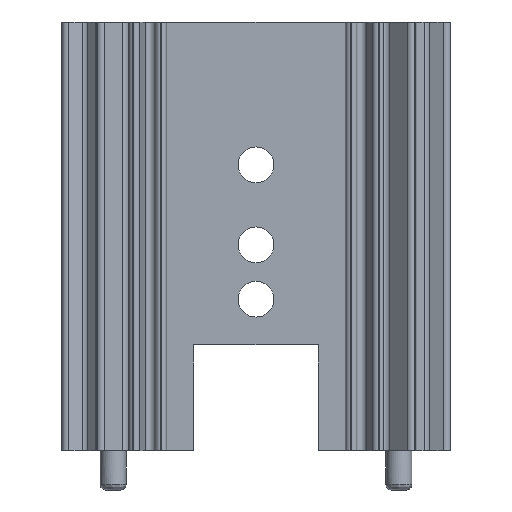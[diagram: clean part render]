
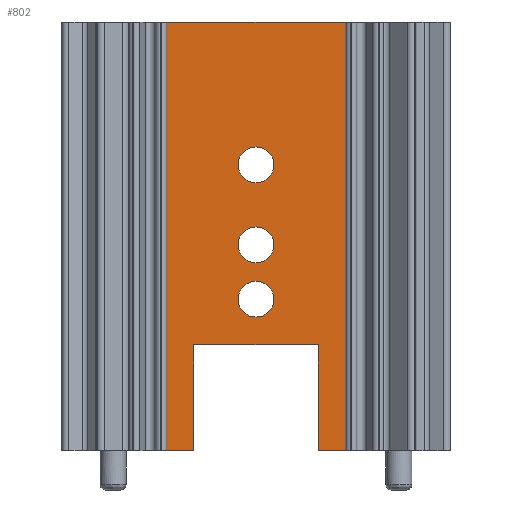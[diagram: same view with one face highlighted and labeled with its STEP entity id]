
A CAD part, front view. The second image highlights one B-rep face of the part: STEP entity #802.
In plain terms, the highlighted planar face has unit normal (0, -1, 0).
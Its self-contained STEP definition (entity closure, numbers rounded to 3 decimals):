
#4 = CARTESIAN_POINT ( 'NONE',  ( 1.59, -0.5, 18.29 ) ) ;
#199 = EDGE_CURVE ( 'NONE', #313, #5939, #2049, .T. ) ;
#209 = AXIS2_PLACEMENT_3D ( 'NONE', #4906, #1762, #5434 ) ;
#313 = VERTEX_POINT ( 'NONE', #1044 ) ;
#323 = CARTESIAN_POINT ( 'NONE',  ( 7.95, -0.5, 38.1 ) ) ;
#332 = LINE ( 'NONE', #2444, #4361 ) ;
#337 = FACE_BOUND ( 'NONE', #6694, .T. ) ;
#392 = EDGE_CURVE ( 'NONE', #4165, #4039, #1146, .T. ) ;
#402 = DIRECTION ( 'NONE',  ( 0., 1., 0. ) ) ;
#479 = DIRECTION ( 'NONE',  ( 1., 0., 0. ) ) ;
#667 = EDGE_LOOP ( 'NONE', ( #2921, #5595 ) ) ;
#779 = EDGE_CURVE ( 'NONE', #5939, #5520, #1917, .T. ) ;
#802 = ADVANCED_FACE ( 'NONE', ( #4539, #5762, #337, #4368 ), #2271, .T. ) ;
#812 = EDGE_CURVE ( 'NONE', #3638, #313, #2507, .T. ) ;
#884 = VERTEX_POINT ( 'NONE', #4982 ) ;
#928 = VERTEX_POINT ( 'NONE', #3999 ) ;
#985 = CARTESIAN_POINT ( 'NONE',  ( 0., -0.5, 18.29 ) ) ;
#1013 = EDGE_CURVE ( 'NONE', #5520, #5464, #332, .T. ) ;
#1044 = CARTESIAN_POINT ( 'NONE',  ( -7.95, -0.5, 0. ) ) ;
#1146 = CIRCLE ( 'NONE', #1331, 1.59 ) ;
#1200 = CARTESIAN_POINT ( 'NONE',  ( -1.59, -0.5, 25.4 ) ) ;
#1226 = ORIENTED_EDGE ( 'NONE', *, *, #1013, .T. ) ;
#1331 = AXIS2_PLACEMENT_3D ( 'NONE', #985, #402, #1516 ) ;
#1516 = DIRECTION ( 'NONE',  ( 1., 0., 0. ) ) ;
#1574 = CARTESIAN_POINT ( 'NONE',  ( 7.95, -0.5, 0. ) ) ;
#1589 = EDGE_CURVE ( 'NONE', #5464, #3313, #3578, .T. ) ;
#1641 = CARTESIAN_POINT ( 'NONE',  ( -1.59, -0.5, 13.46 ) ) ;
#1718 = ORIENTED_EDGE ( 'NONE', *, *, #4528, .T. ) ;
#1747 = VECTOR ( 'NONE', #4879, 1000. ) ;
#1751 = LINE ( 'NONE', #3616, #5767 ) ;
#1762 = DIRECTION ( 'NONE',  ( 0., -1., 0. ) ) ;
#1770 = CARTESIAN_POINT ( 'NONE',  ( -7.95, -0.5, 38.1 ) ) ;
#1855 = ORIENTED_EDGE ( 'NONE', *, *, #392, .T. ) ;
#1883 = VECTOR ( 'NONE', #2350, 1000. ) ;
#1904 = AXIS2_PLACEMENT_3D ( 'NONE', #5203, #2054, #5711 ) ;
#1917 = LINE ( 'NONE', #3298, #1747 ) ;
#2049 = LINE ( 'NONE', #6002, #1883 ) ;
#2054 = DIRECTION ( 'NONE',  ( 0., 1., 0. ) ) ;
#2071 = EDGE_CURVE ( 'NONE', #884, #3245, #4964, .T. ) ;
#2098 = VECTOR ( 'NONE', #3459, 1000. ) ;
#2138 = DIRECTION ( 'NONE',  ( 0., 1., 0. ) ) ;
#2151 = CARTESIAN_POINT ( 'NONE',  ( -5.55, -0.5, 9.4 ) ) ;
#2161 = EDGE_CURVE ( 'NONE', #3313, #6160, #5692, .T. ) ;
#2271 = PLANE ( 'NONE',  #209 ) ;
#2285 = AXIS2_PLACEMENT_3D ( 'NONE', #5518, #2387, #6044 ) ;
#2297 = DIRECTION ( 'NONE',  ( 0., 0., -1. ) ) ;
#2350 = DIRECTION ( 'NONE',  ( 1., 0., 0. ) ) ;
#2387 = DIRECTION ( 'NONE',  ( 0., 1., 0. ) ) ;
#2422 = ORIENTED_EDGE ( 'NONE', *, *, #199, .T. ) ;
#2444 = CARTESIAN_POINT ( 'NONE',  ( 5.55, -0.5, 9.4 ) ) ;
#2507 = LINE ( 'NONE', #5950, #3895 ) ;
#2627 = AXIS2_PLACEMENT_3D ( 'NONE', #6795, #3639, #479 ) ;
#2765 = AXIS2_PLACEMENT_3D ( 'NONE', #6017, #2879, #6564 ) ;
#2879 = DIRECTION ( 'NONE',  ( 0., 1., 0. ) ) ;
#2921 = ORIENTED_EDGE ( 'NONE', *, *, #2071, .T. ) ;
#2967 = CIRCLE ( 'NONE', #3716, 1.59 ) ;
#3049 = EDGE_CURVE ( 'NONE', #4039, #4165, #5931, .T. ) ;
#3063 = EDGE_CURVE ( 'NONE', #6207, #6830, #3154, .T. ) ;
#3090 = EDGE_CURVE ( 'NONE', #3638, #928, #1751, .T. ) ;
#3154 = CIRCLE ( 'NONE', #2627, 1.59 ) ;
#3182 = CARTESIAN_POINT ( 'NONE',  ( 1.59, -0.5, 25.4 ) ) ;
#3238 = VECTOR ( 'NONE', #6506, 1000. ) ;
#3245 = VERTEX_POINT ( 'NONE', #1641 ) ;
#3298 = CARTESIAN_POINT ( 'NONE',  ( -5.55, -0.5, 9.4 ) ) ;
#3304 = CARTESIAN_POINT ( 'NONE',  ( 5.55, -0.5, 0. ) ) ;
#3313 = VERTEX_POINT ( 'NONE', #3304 ) ;
#3459 = DIRECTION ( 'NONE',  ( 0., 0., 1. ) ) ;
#3578 = LINE ( 'NONE', #5440, #3238 ) ;
#3616 = CARTESIAN_POINT ( 'NONE',  ( 0., -0.5, 38.1 ) ) ;
#3638 = VERTEX_POINT ( 'NONE', #1770 ) ;
#3639 = DIRECTION ( 'NONE',  ( 0., 1., 0. ) ) ;
#3665 = ORIENTED_EDGE ( 'NONE', *, *, #1589, .T. ) ;
#3716 = AXIS2_PLACEMENT_3D ( 'NONE', #5290, #2138, #5803 ) ;
#3895 = VECTOR ( 'NONE', #2297, 1000. ) ;
#3999 = CARTESIAN_POINT ( 'NONE',  ( 7.95, -0.5, 38.1 ) ) ;
#4039 = VERTEX_POINT ( 'NONE', #4 ) ;
#4047 = ORIENTED_EDGE ( 'NONE', *, *, #6672, .T. ) ;
#4145 = VECTOR ( 'NONE', #6090, 1000. ) ;
#4165 = VERTEX_POINT ( 'NONE', #4677 ) ;
#4195 = CARTESIAN_POINT ( 'NONE',  ( 5.55, -0.5, 9.4 ) ) ;
#4361 = VECTOR ( 'NONE', #6646, 1000. ) ;
#4368 = FACE_OUTER_BOUND ( 'NONE', #4899, .T. ) ;
#4528 = EDGE_CURVE ( 'NONE', #6160, #928, #6118, .T. ) ;
#4539 = FACE_BOUND ( 'NONE', #667, .T. ) ;
#4677 = CARTESIAN_POINT ( 'NONE',  ( -1.59, -0.5, 18.29 ) ) ;
#4879 = DIRECTION ( 'NONE',  ( 0., 0., 1. ) ) ;
#4899 = EDGE_LOOP ( 'NONE', ( #6297, #2422, #5157, #1226, #3665, #5329, #1718, #6804 ) ) ;
#4906 = CARTESIAN_POINT ( 'NONE',  ( 0., -0.5, 38.1 ) ) ;
#4964 = CIRCLE ( 'NONE', #2765, 1.59 ) ;
#4982 = CARTESIAN_POINT ( 'NONE',  ( 1.59, -0.5, 13.46 ) ) ;
#5157 = ORIENTED_EDGE ( 'NONE', *, *, #779, .T. ) ;
#5203 = CARTESIAN_POINT ( 'NONE',  ( 0., -0.5, 18.29 ) ) ;
#5290 = CARTESIAN_POINT ( 'NONE',  ( 0., -0.5, 25.4 ) ) ;
#5329 = ORIENTED_EDGE ( 'NONE', *, *, #2161, .T. ) ;
#5434 = DIRECTION ( 'NONE',  ( 0., 0., -1. ) ) ;
#5440 = CARTESIAN_POINT ( 'NONE',  ( 5.55, -0.5, 0. ) ) ;
#5464 = VERTEX_POINT ( 'NONE', #4195 ) ;
#5518 = CARTESIAN_POINT ( 'NONE',  ( 0., -0.5, 13.46 ) ) ;
#5520 = VERTEX_POINT ( 'NONE', #2151 ) ;
#5568 = CARTESIAN_POINT ( 'NONE',  ( 0., -0.5, 0. ) ) ;
#5595 = ORIENTED_EDGE ( 'NONE', *, *, #5715, .T. ) ;
#5692 = LINE ( 'NONE', #5568, #4145 ) ;
#5711 = DIRECTION ( 'NONE',  ( 1., 0., 0. ) ) ;
#5715 = EDGE_CURVE ( 'NONE', #3245, #884, #6623, .T. ) ;
#5762 = FACE_BOUND ( 'NONE', #5898, .T. ) ;
#5767 = VECTOR ( 'NONE', #6243, 1000. ) ;
#5803 = DIRECTION ( 'NONE',  ( 1., 0., 0. ) ) ;
#5898 = EDGE_LOOP ( 'NONE', ( #5990, #4047 ) ) ;
#5919 = ORIENTED_EDGE ( 'NONE', *, *, #3049, .T. ) ;
#5931 = CIRCLE ( 'NONE', #1904, 1.59 ) ;
#5939 = VERTEX_POINT ( 'NONE', #6228 ) ;
#5950 = CARTESIAN_POINT ( 'NONE',  ( -7.95, -0.5, 38.1 ) ) ;
#5990 = ORIENTED_EDGE ( 'NONE', *, *, #3063, .T. ) ;
#6002 = CARTESIAN_POINT ( 'NONE',  ( 0., -0.5, 0. ) ) ;
#6017 = CARTESIAN_POINT ( 'NONE',  ( 0., -0.5, 13.46 ) ) ;
#6044 = DIRECTION ( 'NONE',  ( 1., 0., 0. ) ) ;
#6090 = DIRECTION ( 'NONE',  ( 1., 0., 0. ) ) ;
#6118 = LINE ( 'NONE', #323, #2098 ) ;
#6160 = VERTEX_POINT ( 'NONE', #1574 ) ;
#6207 = VERTEX_POINT ( 'NONE', #3182 ) ;
#6228 = CARTESIAN_POINT ( 'NONE',  ( -5.55, -0.5, 0. ) ) ;
#6243 = DIRECTION ( 'NONE',  ( 1., 0., 0. ) ) ;
#6297 = ORIENTED_EDGE ( 'NONE', *, *, #812, .T. ) ;
#6506 = DIRECTION ( 'NONE',  ( 0., 0., -1. ) ) ;
#6564 = DIRECTION ( 'NONE',  ( 1., 0., 0. ) ) ;
#6623 = CIRCLE ( 'NONE', #2285, 1.59 ) ;
#6646 = DIRECTION ( 'NONE',  ( 1., 0., 0. ) ) ;
#6672 = EDGE_CURVE ( 'NONE', #6830, #6207, #2967, .T. ) ;
#6694 = EDGE_LOOP ( 'NONE', ( #5919, #1855 ) ) ;
#6795 = CARTESIAN_POINT ( 'NONE',  ( 0., -0.5, 25.4 ) ) ;
#6804 = ORIENTED_EDGE ( 'NONE', *, *, #3090, .F. ) ;
#6830 = VERTEX_POINT ( 'NONE', #1200 ) ;
